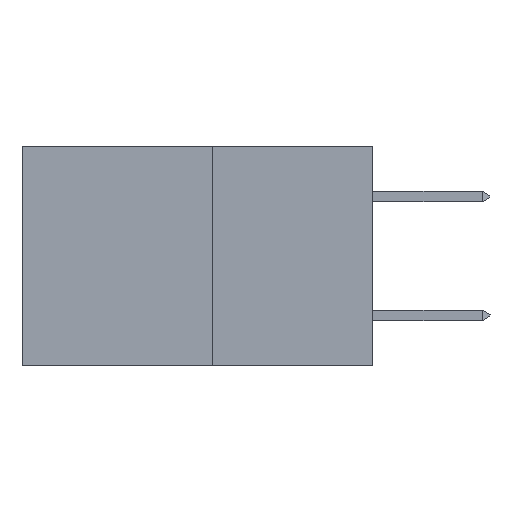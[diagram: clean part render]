
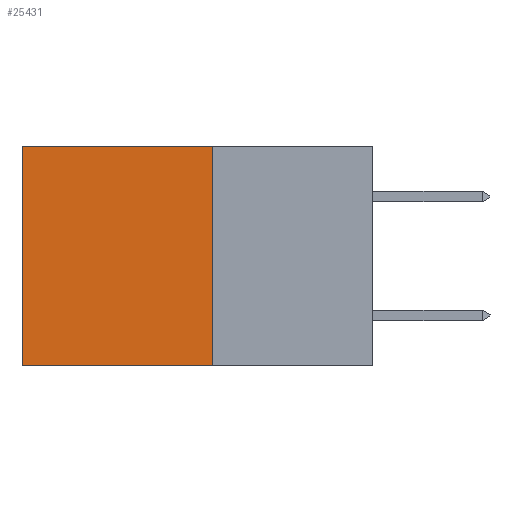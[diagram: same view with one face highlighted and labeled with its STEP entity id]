
A CAD part, left-side view. The second image highlights one B-rep face of the part: STEP entity #25431.
In plain terms, the highlighted planar face has unit normal (-1, 0, 0).
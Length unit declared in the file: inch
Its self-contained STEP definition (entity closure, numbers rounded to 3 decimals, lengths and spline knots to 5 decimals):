
#145 = DIRECTION ( 'NONE',  ( 0., 1., 0. ) ) ;
#439 = LINE ( 'NONE', #14686, #30026 ) ;
#809 = VECTOR ( 'NONE', #145, 39.37008 ) ;
#843 = VERTEX_POINT ( 'NONE', #18158 ) ;
#2624 = CARTESIAN_POINT ( 'NONE',  ( 0.277, 0.59, -0.37 ) ) ;
#3986 = CARTESIAN_POINT ( 'NONE',  ( 0.277, 0.59, 0. ) ) ;
#4055 = CARTESIAN_POINT ( 'NONE',  ( 0.277, 0.27, -0.37 ) ) ;
#5011 = DIRECTION ( 'NONE',  ( 0., 0., -1. ) ) ;
#5286 = LINE ( 'NONE', #2624, #17011 ) ;
#6443 = DIRECTION ( 'NONE',  ( 1., 0., 0. ) ) ;
#7120 = CARTESIAN_POINT ( 'NONE',  ( 0.277, 0.27, 0. ) ) ;
#8108 = ORIENTED_EDGE ( 'NONE', *, *, #27627, .F. ) ;
#9497 = DIRECTION ( 'NONE',  ( 0., 1., 0. ) ) ;
#11923 = CARTESIAN_POINT ( 'NONE',  ( 0.277, 0.27, -0.37 ) ) ;
#13334 = VERTEX_POINT ( 'NONE', #23389 ) ;
#13431 = PLANE ( 'NONE',  #28543 ) ;
#13885 = CARTESIAN_POINT ( 'NONE',  ( 0.277, 0.59, -0.37 ) ) ;
#14686 = CARTESIAN_POINT ( 'NONE',  ( 0.277, 0.27, -0.37 ) ) ;
#17011 = VECTOR ( 'NONE', #5011, 39.37008 ) ;
#17370 = LINE ( 'NONE', #7120, #29004 ) ;
#17426 = FACE_OUTER_BOUND ( 'NONE', #25038, .T. ) ;
#18158 = CARTESIAN_POINT ( 'NONE',  ( 0.277, 0.27, 0. ) ) ;
#19042 = VERTEX_POINT ( 'NONE', #3986 ) ;
#19619 = ORIENTED_EDGE ( 'NONE', *, *, #26296, .T. ) ;
#20148 = EDGE_CURVE ( 'NONE', #843, #13334, #439, .T. ) ;
#21512 = ORIENTED_EDGE ( 'NONE', *, *, #20148, .F. ) ;
#21668 = DIRECTION ( 'NONE',  ( 0., 0., -1. ) ) ;
#22824 = DIRECTION ( 'NONE',  ( 0., 0., -1. ) ) ;
#23389 = CARTESIAN_POINT ( 'NONE',  ( 0.277, 0.27, -0.37 ) ) ;
#24332 = VERTEX_POINT ( 'NONE', #13885 ) ;
#25038 = EDGE_LOOP ( 'NONE', ( #27803, #8108, #21512, #19619 ) ) ;
#25431 = ADVANCED_FACE ( 'NONE', ( #17426 ), #13431, .F. ) ;
#25765 = LINE ( 'NONE', #11923, #809 ) ;
#26296 = EDGE_CURVE ( 'NONE', #843, #19042, #17370, .T. ) ;
#27061 = EDGE_CURVE ( 'NONE', #19042, #24332, #5286, .T. ) ;
#27627 = EDGE_CURVE ( 'NONE', #13334, #24332, #25765, .T. ) ;
#27803 = ORIENTED_EDGE ( 'NONE', *, *, #27061, .T. ) ;
#28543 = AXIS2_PLACEMENT_3D ( 'NONE', #4055, #6443, #22824 ) ;
#29004 = VECTOR ( 'NONE', #9497, 39.37008 ) ;
#30026 = VECTOR ( 'NONE', #21668, 39.37008 ) ;
